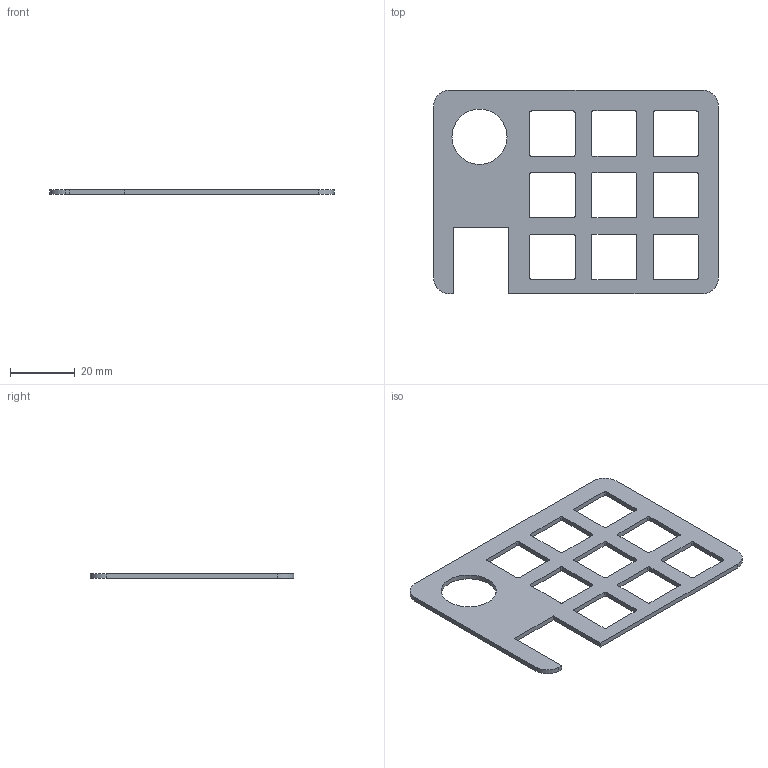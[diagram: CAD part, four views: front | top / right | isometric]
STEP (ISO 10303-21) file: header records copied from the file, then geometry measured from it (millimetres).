
FILE_DESCRIPTION(/* description */ (''),/* implementation_level */ '2;1');
FILE_NAME(/* name */ 'top.step',/* time_stamp */ '2025-07-07T23:15:58-04:00',/* author */ (''),/* organization */ (''),/* preprocessor_version */ 'ST-DEVELOPER v20.1',/* originating_system */ 'Autodesk Translation Framework v14.10.0.0',/* authorisation */ '');
FILE_SCHEMA (('AUTOMOTIVE_DESIGN { 1 0 10303 214 3 1 1 }'));
Length unit declared in the file: millimetre
Products named in the file (1): 2025-07-06-12-10-22-040
Bounding box: 88 x 63 x 1.5 mm (x, y, z)
Volume: 4774.3 mm3; surface area: 7692.2 mm2
Topology: 1 solids, 1 shells, 87 faces, 255 edges, 170 vertices
Faces by surface type: plane 46, cylinder 41
Full cylindrical faces by diameter (mm): 17.042 x1
Entity records: 2984 total; most frequent: DIRECTION 513, CARTESIAN_POINT 513, ORIENTED_EDGE 510, EDGE_CURVE 255, LINE 173, VECTOR 173, VERTEX_POINT 170, AXIS2_PLACEMENT_3D 170
